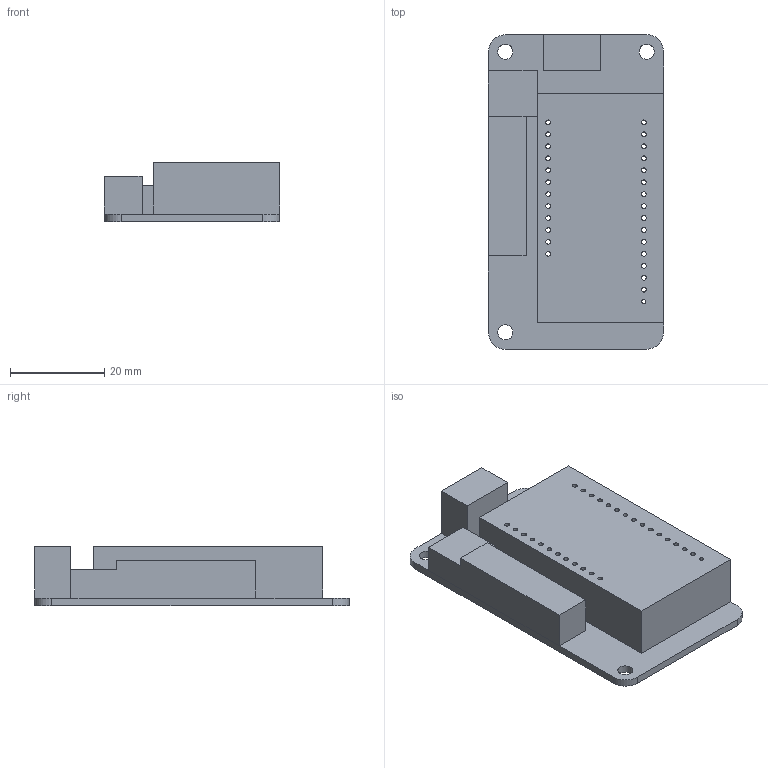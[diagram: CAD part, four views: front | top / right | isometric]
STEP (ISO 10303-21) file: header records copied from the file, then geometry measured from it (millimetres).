
FILE_DESCRIPTION(/* description */ (''),/* implementation_level */ '2;1');
FILE_NAME(/* name */ 'controller v1.step',/* time_stamp */ '2022-02-12T10:38:29+01:00',/* author */ (''),/* organization */ (''),/* preprocessor_version */ 'ST-DEVELOPER v18.1',/* originating_system */ 'Autodesk Translation Framework v10.13.0.1454',/* authorisation */ '');
FILE_SCHEMA (('AUTOMOTIVE_DESIGN { 1 0 10303 214 3 1 1 }'));
Length unit declared in the file: millimetre
Products named in the file (2): controller; controller PCB
Assembly tree (1 placements, depth 2):
  controller
    controller PCB
Bounding box: 37.2 x 66.82 x 12.6 mm (x, y, z)
Volume: 21515.4 mm3; surface area: 9195.6 mm2
Topology: 1 solids, 1 shells, 92 faces, 218 edges, 143 vertices
Faces by surface type: cylinder 50, plane 42
Full cylindrical faces by diameter (mm): 0.9 x9, 1 x27, 1.2 x7, 3.2 x3
Entity records: 2870 total; most frequent: DIRECTION 508, CARTESIAN_POINT 456, ORIENTED_EDGE 436, EDGE_CURVE 218, AXIS2_PLACEMENT_3D 195, EDGE_LOOP 169, VERTEX_POINT 143, LINE 118
